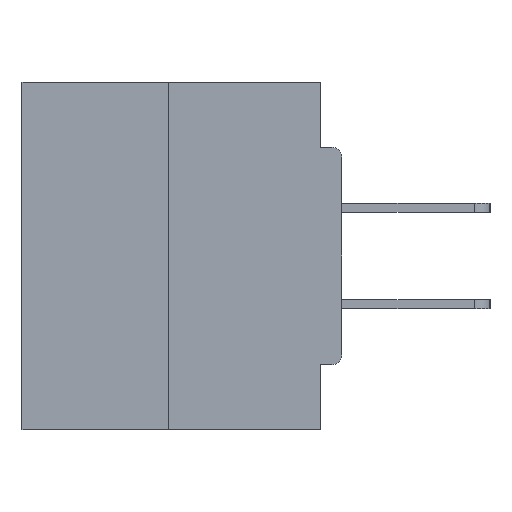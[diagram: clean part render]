
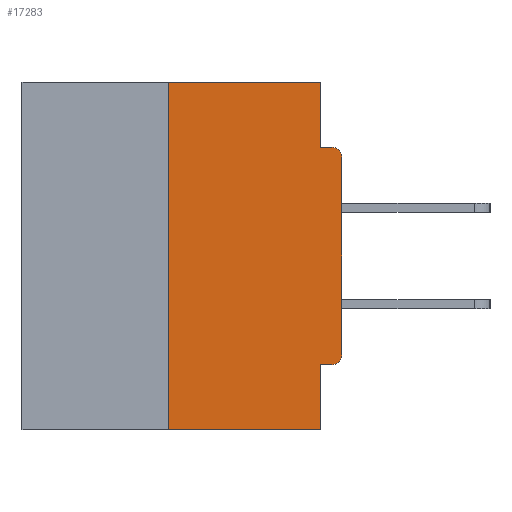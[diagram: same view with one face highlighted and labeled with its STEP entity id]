
A CAD part, left-side view. The second image highlights one B-rep face of the part: STEP entity #17283.
In plain terms, the highlighted planar face has unit normal (-1, 0, 0).
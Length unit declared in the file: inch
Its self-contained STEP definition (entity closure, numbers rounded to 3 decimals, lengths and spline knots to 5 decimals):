
#1012 = VERTEX_POINT ( 'NONE', #25705 ) ;
#1201 = VERTEX_POINT ( 'NONE', #22620 ) ;
#1379 = CARTESIAN_POINT ( 'NONE',  ( 0., 0., -0.3915 ) ) ;
#2418 = EDGE_CURVE ( 'NONE', #25238, #43156, #21164, .T. ) ;
#3661 = CARTESIAN_POINT ( 'NONE',  ( 0., 0.25, 0. ) ) ;
#4458 = VECTOR ( 'NONE', #9120, 39.37008 ) ;
#5156 = ORIENTED_EDGE ( 'NONE', *, *, #6932, .F. ) ;
#5918 = CARTESIAN_POINT ( 'NONE',  ( 0., 0., -0.0935 ) ) ;
#6057 = ORIENTED_EDGE ( 'NONE', *, *, #33023, .F. ) ;
#6932 = EDGE_CURVE ( 'NONE', #17954, #27468, #13199, .T. ) ;
#7595 = CARTESIAN_POINT ( 'NONE',  ( 0., 0.46, 0. ) ) ;
#8087 = ORIENTED_EDGE ( 'NONE', *, *, #40739, .T. ) ;
#8253 = DIRECTION ( 'NONE',  ( 1., 0., 0. ) ) ;
#8376 = LINE ( 'NONE', #12256, #40245 ) ;
#9120 = DIRECTION ( 'NONE',  ( 0., -1., 0. ) ) ;
#10224 = LINE ( 'NONE', #24095, #44326 ) ;
#10651 = CARTESIAN_POINT ( 'NONE',  ( 0., 0.015, -0.0935 ) ) ;
#10933 = VECTOR ( 'NONE', #23565, 39.37008 ) ;
#10979 = AXIS2_PLACEMENT_3D ( 'NONE', #21208, #8253, #35944 ) ;
#11680 = PLANE ( 'NONE',  #10979 ) ;
#11806 = CARTESIAN_POINT ( 'NONE',  ( 0., 0.031, 0. ) ) ;
#11944 = ORIENTED_EDGE ( 'NONE', *, *, #2418, .T. ) ;
#12256 = CARTESIAN_POINT ( 'NONE',  ( 0., 0., -0.4065 ) ) ;
#13199 = LINE ( 'NONE', #5918, #4458 ) ;
#14680 = CARTESIAN_POINT ( 'NONE',  ( 0., 0.25, -0.5 ) ) ;
#15079 = FACE_OUTER_BOUND ( 'NONE', #42116, .T. ) ;
#15346 = LINE ( 'NONE', #29202, #39523 ) ;
#16527 = LINE ( 'NONE', #34438, #10933 ) ;
#17032 = DIRECTION ( 'NONE',  ( 0., -1., 0. ) ) ;
#17257 = CARTESIAN_POINT ( 'NONE',  ( 0., 0.46, -0.5 ) ) ;
#17283 = ADVANCED_FACE ( 'NONE', ( #15079 ), #11680, .F. ) ;
#17516 = VERTEX_POINT ( 'NONE', #33217 ) ;
#17876 = AXIS2_PLACEMENT_3D ( 'NONE', #41414, #41199, #38439 ) ;
#17912 = ORIENTED_EDGE ( 'NONE', *, *, #20987, .F. ) ;
#17954 = VERTEX_POINT ( 'NONE', #26613 ) ;
#18093 = EDGE_CURVE ( 'NONE', #32960, #17954, #10224, .T. ) ;
#19499 = DIRECTION ( 'NONE',  ( 0., 1., 0. ) ) ;
#19863 = ORIENTED_EDGE ( 'NONE', *, *, #19922, .T. ) ;
#19922 = EDGE_CURVE ( 'NONE', #43156, #17516, #16527, .T. ) ;
#19997 = CARTESIAN_POINT ( 'NONE',  ( 0., 0.015, -0.4065 ) ) ;
#20675 = DIRECTION ( 'NONE',  ( 0., 0., -1. ) ) ;
#20987 = EDGE_CURVE ( 'NONE', #39026, #44058, #41998, .T. ) ;
#21164 = CIRCLE ( 'NONE', #31319, 0.015 ) ;
#21208 = CARTESIAN_POINT ( 'NONE',  ( 0., 0.46, 0. ) ) ;
#22620 = CARTESIAN_POINT ( 'NONE',  ( 0., 0.031, -0.4065 ) ) ;
#23565 = DIRECTION ( 'NONE',  ( 0., 0., 1. ) ) ;
#23689 = VECTOR ( 'NONE', #34412, 39.37008 ) ;
#24095 = CARTESIAN_POINT ( 'NONE',  ( 0., 0.031, 0. ) ) ;
#25238 = VERTEX_POINT ( 'NONE', #19997 ) ;
#25705 = CARTESIAN_POINT ( 'NONE',  ( 0., 0.031, -0.5 ) ) ;
#26613 = CARTESIAN_POINT ( 'NONE',  ( 0., 0.031, -0.0935 ) ) ;
#26995 = VECTOR ( 'NONE', #42442, 39.37008 ) ;
#27468 = VERTEX_POINT ( 'NONE', #10651 ) ;
#28275 = LINE ( 'NONE', #7595, #23689 ) ;
#29048 = ORIENTED_EDGE ( 'NONE', *, *, #18093, .F. ) ;
#29202 = CARTESIAN_POINT ( 'NONE',  ( 0., 0.031, -0.5 ) ) ;
#31319 = AXIS2_PLACEMENT_3D ( 'NONE', #42790, #35328, #38719 ) ;
#32608 = CARTESIAN_POINT ( 'NONE',  ( 0., 0.25, 0. ) ) ;
#32960 = VERTEX_POINT ( 'NONE', #11806 ) ;
#33023 = EDGE_CURVE ( 'NONE', #25238, #1201, #8376, .T. ) ;
#33217 = CARTESIAN_POINT ( 'NONE',  ( 0., 0., -0.1085 ) ) ;
#34412 = DIRECTION ( 'NONE',  ( 0., -1., 0. ) ) ;
#34438 = CARTESIAN_POINT ( 'NONE',  ( 0., 0., 0. ) ) ;
#34496 = LINE ( 'NONE', #17257, #37472 ) ;
#34724 = EDGE_CURVE ( 'NONE', #39026, #1012, #34496, .T. ) ;
#35328 = DIRECTION ( 'NONE',  ( -1., 0., 0. ) ) ;
#35944 = DIRECTION ( 'NONE',  ( 0., 0., -1. ) ) ;
#37403 = CIRCLE ( 'NONE', #17876, 0.015 ) ;
#37472 = VECTOR ( 'NONE', #17032, 39.37008 ) ;
#37871 = ORIENTED_EDGE ( 'NONE', *, *, #40754, .F. ) ;
#38439 = DIRECTION ( 'NONE',  ( 0., 0., -1. ) ) ;
#38719 = DIRECTION ( 'NONE',  ( 0., 0., -1. ) ) ;
#39026 = VERTEX_POINT ( 'NONE', #14680 ) ;
#39523 = VECTOR ( 'NONE', #42788, 39.37008 ) ;
#39670 = EDGE_CURVE ( 'NONE', #1201, #1012, #15346, .T. ) ;
#39710 = ORIENTED_EDGE ( 'NONE', *, *, #34724, .T. ) ;
#40245 = VECTOR ( 'NONE', #19499, 39.37008 ) ;
#40687 = ORIENTED_EDGE ( 'NONE', *, *, #39670, .F. ) ;
#40739 = EDGE_CURVE ( 'NONE', #17516, #27468, #37403, .T. ) ;
#40754 = EDGE_CURVE ( 'NONE', #44058, #32960, #28275, .T. ) ;
#41199 = DIRECTION ( 'NONE',  ( -1., 0., 0. ) ) ;
#41414 = CARTESIAN_POINT ( 'NONE',  ( 0., 0.015, -0.1085 ) ) ;
#41998 = LINE ( 'NONE', #3661, #26995 ) ;
#42116 = EDGE_LOOP ( 'NONE', ( #37871, #17912, #39710, #40687, #6057, #11944, #19863, #8087, #5156, #29048 ) ) ;
#42442 = DIRECTION ( 'NONE',  ( 0., 0., 1. ) ) ;
#42788 = DIRECTION ( 'NONE',  ( 0., 0., -1. ) ) ;
#42790 = CARTESIAN_POINT ( 'NONE',  ( 0., 0.015, -0.3915 ) ) ;
#43156 = VERTEX_POINT ( 'NONE', #1379 ) ;
#44058 = VERTEX_POINT ( 'NONE', #32608 ) ;
#44326 = VECTOR ( 'NONE', #20675, 39.37008 ) ;
